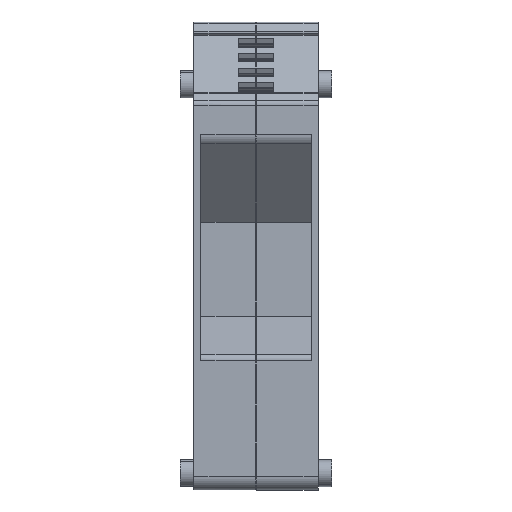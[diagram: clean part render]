
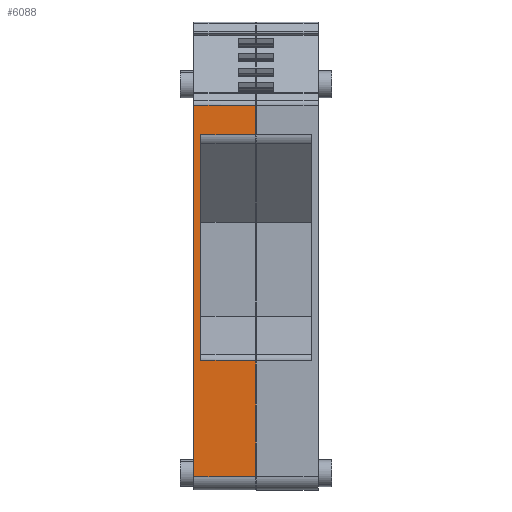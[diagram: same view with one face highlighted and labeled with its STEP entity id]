
A CAD part, front view. The second image highlights one B-rep face of the part: STEP entity #6088.
In plain terms, the highlighted planar face has unit normal (0, -1, 0).
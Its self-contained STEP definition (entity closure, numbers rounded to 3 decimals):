
#6067=AXIS2_PLACEMENT_3D('Plane Axis2P3D',#6064,#6065,#6066) ;
#1215=CARTESIAN_POINT('Vertex',(11.2,0.,57.186)) ;
#1218=CARTESIAN_POINT('Line Origine',(11.2,0.,34.8)) ;
#1222=CARTESIAN_POINT('Vertex',(11.2,0.,52.849)) ;
#1259=CARTESIAN_POINT('Vertex',(11.2,0.,19.262)) ;
#1262=CARTESIAN_POINT('Line Origine',(11.2,0.,34.8)) ;
#1266=CARTESIAN_POINT('Vertex',(11.2,0.,19.105)) ;
#1269=CARTESIAN_POINT('Line Origine',(11.2,0.,34.8)) ;
#1273=CARTESIAN_POINT('Vertex',(11.2,0.,18.676)) ;
#1276=CARTESIAN_POINT('Line Origine',(11.2,0.,34.8)) ;
#1280=CARTESIAN_POINT('Vertex',(11.2,0.,13.1)) ;
#1283=CARTESIAN_POINT('Line Origine',(11.2,0.,34.8)) ;
#1287=CARTESIAN_POINT('Vertex',(11.2,0.,8.5)) ;
#1290=CARTESIAN_POINT('Line Origine',(11.2,0.,34.8)) ;
#1294=CARTESIAN_POINT('Vertex',(11.2,0.,2.)) ;
#1965=CARTESIAN_POINT('Vertex',(2.,0.,2.)) ;
#1968=CARTESIAN_POINT('Line Origine',(2.,0.,29.593)) ;
#1972=CARTESIAN_POINT('Vertex',(2.,0.,57.186)) ;
#4880=CARTESIAN_POINT('Vertex',(3.035,0.,19.262)) ;
#4883=CARTESIAN_POINT('Line Origine',(7.125,0.,19.262)) ;
#4905=CARTESIAN_POINT('Vertex',(3.035,0.,52.849)) ;
#4908=CARTESIAN_POINT('Line Origine',(3.035,0.,36.055)) ;
#4927=CARTESIAN_POINT('Line Origine',(8.125,0.,52.849)) ;
#6052=CARTESIAN_POINT('Line Origine',(6.625,0.,2.)) ;
#6064=CARTESIAN_POINT('Axis2P3D Location',(11.25,0.,57.186)) ;
#6069=CARTESIAN_POINT('Line Origine',(6.6,0.,57.186)) ;
#1219=DIRECTION('Vector Direction',(0.,0.,1.)) ;
#1263=DIRECTION('Vector Direction',(0.,0.,1.)) ;
#1270=DIRECTION('Vector Direction',(0.,0.,1.)) ;
#1277=DIRECTION('Vector Direction',(0.,0.,1.)) ;
#1284=DIRECTION('Vector Direction',(0.,0.,1.)) ;
#1291=DIRECTION('Vector Direction',(0.,0.,1.)) ;
#1969=DIRECTION('Vector Direction',(0.,0.,-1.)) ;
#4884=DIRECTION('Vector Direction',(1.,0.,0.)) ;
#4909=DIRECTION('Vector Direction',(0.,0.,-1.)) ;
#4928=DIRECTION('Vector Direction',(1.,0.,0.)) ;
#6053=DIRECTION('Vector Direction',(1.,0.,0.)) ;
#6065=DIRECTION('Axis2P3D Direction',(0.,1.,0.)) ;
#6066=DIRECTION('Axis2P3D XDirection',(0.,0.,-1.)) ;
#6070=DIRECTION('Vector Direction',(1.,0.,0.)) ;
#1220=VECTOR('Line Direction',#1219,1.) ;
#1264=VECTOR('Line Direction',#1263,1.) ;
#1271=VECTOR('Line Direction',#1270,1.) ;
#1278=VECTOR('Line Direction',#1277,1.) ;
#1285=VECTOR('Line Direction',#1284,1.) ;
#1292=VECTOR('Line Direction',#1291,1.) ;
#1970=VECTOR('Line Direction',#1969,1.) ;
#4885=VECTOR('Line Direction',#4884,1.) ;
#4910=VECTOR('Line Direction',#4909,1.) ;
#4929=VECTOR('Line Direction',#4928,1.) ;
#6054=VECTOR('Line Direction',#6053,1.) ;
#6071=VECTOR('Line Direction',#6070,1.) ;
#6075=ORIENTED_EDGE('',*,*,#1268,.F.) ;
#6076=ORIENTED_EDGE('',*,*,#4887,.T.) ;
#6077=ORIENTED_EDGE('',*,*,#4912,.T.) ;
#6078=ORIENTED_EDGE('',*,*,#4931,.F.) ;
#6079=ORIENTED_EDGE('',*,*,#1224,.F.) ;
#6080=ORIENTED_EDGE('',*,*,#6073,.F.) ;
#6081=ORIENTED_EDGE('',*,*,#1974,.F.) ;
#6082=ORIENTED_EDGE('',*,*,#6056,.F.) ;
#6083=ORIENTED_EDGE('',*,*,#1296,.F.) ;
#6084=ORIENTED_EDGE('',*,*,#1289,.F.) ;
#6085=ORIENTED_EDGE('',*,*,#1282,.F.) ;
#6086=ORIENTED_EDGE('',*,*,#1275,.F.) ;
#6088=ADVANCED_FACE('GN',(#6087),#6068,.F.) ;
#1224=EDGE_CURVE('',#1216,#1223,#1221,.F.) ;
#1268=EDGE_CURVE('',#1260,#1267,#1265,.F.) ;
#1275=EDGE_CURVE('',#1267,#1274,#1272,.F.) ;
#1282=EDGE_CURVE('',#1274,#1281,#1279,.F.) ;
#1289=EDGE_CURVE('',#1281,#1288,#1286,.F.) ;
#1296=EDGE_CURVE('',#1288,#1295,#1293,.F.) ;
#1974=EDGE_CURVE('',#1966,#1973,#1971,.F.) ;
#4887=EDGE_CURVE('',#1260,#4881,#4886,.F.) ;
#4912=EDGE_CURVE('',#4881,#4906,#4911,.F.) ;
#4931=EDGE_CURVE('',#1223,#4906,#4930,.F.) ;
#6056=EDGE_CURVE('',#1295,#1966,#6055,.F.) ;
#6073=EDGE_CURVE('',#1973,#1216,#6072,.T.) ;
#6074=EDGE_LOOP('',(#6075,#6076,#6077,#6078,#6079,#6080,#6081,#6082,#6083,#6084,#6085,#6086)) ;
#6087=FACE_OUTER_BOUND('',#6074,.T.) ;
#1221=LINE('Line',#1218,#1220) ;
#1265=LINE('Line',#1262,#1264) ;
#1272=LINE('Line',#1269,#1271) ;
#1279=LINE('Line',#1276,#1278) ;
#1286=LINE('Line',#1283,#1285) ;
#1293=LINE('Line',#1290,#1292) ;
#1971=LINE('Line',#1968,#1970) ;
#4886=LINE('Line',#4883,#4885) ;
#4911=LINE('Line',#4908,#4910) ;
#4930=LINE('Line',#4927,#4929) ;
#6055=LINE('Line',#6052,#6054) ;
#6072=LINE('Line',#6069,#6071) ;
#6068=PLANE('',#6067) ;
#1216=VERTEX_POINT('',#1215) ;
#1223=VERTEX_POINT('',#1222) ;
#1260=VERTEX_POINT('',#1259) ;
#1267=VERTEX_POINT('',#1266) ;
#1274=VERTEX_POINT('',#1273) ;
#1281=VERTEX_POINT('',#1280) ;
#1288=VERTEX_POINT('',#1287) ;
#1295=VERTEX_POINT('',#1294) ;
#1966=VERTEX_POINT('',#1965) ;
#1973=VERTEX_POINT('',#1972) ;
#4881=VERTEX_POINT('',#4880) ;
#4906=VERTEX_POINT('',#4905) ;
